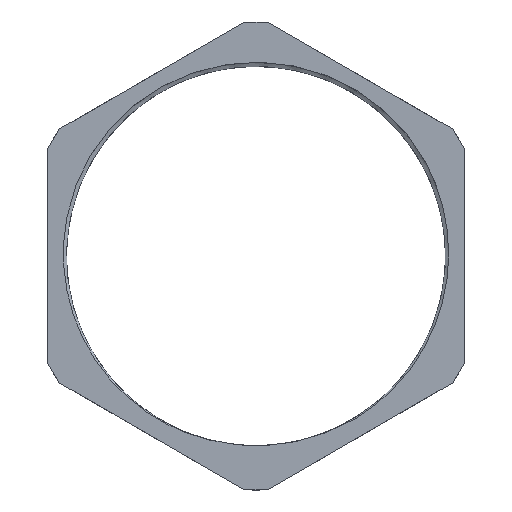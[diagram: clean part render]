
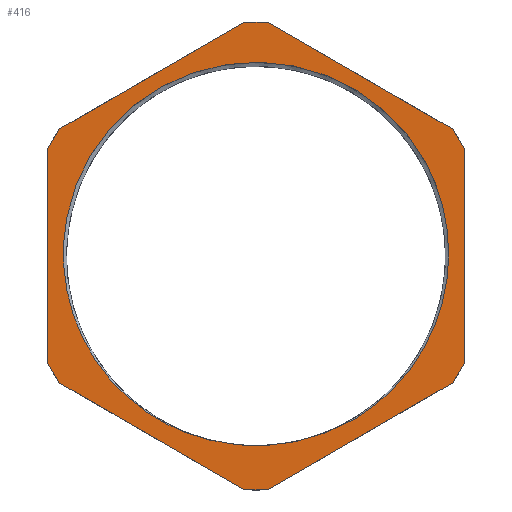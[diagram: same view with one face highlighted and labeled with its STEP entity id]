
A CAD part, top view. The second image highlights one B-rep face of the part: STEP entity #416.
In plain terms, the highlighted planar face has unit normal (0, 0, 1).
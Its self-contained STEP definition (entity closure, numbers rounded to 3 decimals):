
#16=FACE_BOUND('',#164,.T.);
#35=LINE('',#1067,#59);
#38=LINE('',#1081,#62);
#40=LINE('',#1087,#64);
#42=LINE('',#1099,#66);
#44=LINE('',#1105,#68);
#46=LINE('',#1117,#70);
#48=LINE('',#1123,#72);
#50=LINE('',#1136,#74);
#53=LINE('',#1149,#77);
#54=LINE('',#1154,#78);
#57=LINE('',#1167,#81);
#58=LINE('',#1170,#82);
#59=VECTOR('',#479,10.);
#62=VECTOR('',#484,10.);
#64=VECTOR('',#490,10.);
#66=VECTOR('',#494,10.);
#68=VECTOR('',#500,10.);
#70=VECTOR('',#504,10.);
#72=VECTOR('',#510,10.);
#74=VECTOR('',#514,10.);
#77=VECTOR('',#519,10.);
#78=VECTOR('',#524,10.);
#81=VECTOR('',#529,10.);
#82=VECTOR('',#534,10.);
#96=PLANE('',#462);
#98=CIRCLE('',#427,36.46);
#99=CIRCLE('',#429,37.221);
#138=FACE_OUTER_BOUND('',#163,.T.);
#163=EDGE_LOOP('',(#375,#376,#377,#378,#379,#380,#381,#382,#383,#384,#385,
#386));
#164=EDGE_LOOP('',(#387,#388,#389,#390));
#167=B_SPLINE_CURVE_WITH_KNOTS('',3,(#741,#742,#743,#744,#745,#746,#747,
#748,#749,#750,#751,#752,#753,#754,#755,#756,#757,#758,#759),
 .UNSPECIFIED.,.F.,.F.,(4,3,3,3,3,3,4),(-6.889,-5.511,
-4.059,-3.684,-1.846,-0.331,
0.),.UNSPECIFIED.);
#172=B_SPLINE_CURVE_WITH_KNOTS('',3,(#1042,#1043,#1044,#1045,#1046,#1047,
#1048,#1049,#1050,#1051,#1052,#1053,#1054,#1055,#1056,#1057,#1058,#1059,
#1060),.UNSPECIFIED.,.F.,.F.,(4,3,3,3,3,3,4),(-6.886,-5.486,
-4.047,-3.648,-1.818,-0.307,
0.),.UNSPECIFIED.);
#175=VERTEX_POINT('',#711);
#176=VERTEX_POINT('',#740);
#178=VERTEX_POINT('',#791);
#180=VERTEX_POINT('',#965);
#181=VERTEX_POINT('',#1065);
#182=VERTEX_POINT('',#1066);
#186=VERTEX_POINT('',#1080);
#188=VERTEX_POINT('',#1086);
#191=VERTEX_POINT('',#1098);
#193=VERTEX_POINT('',#1104);
#196=VERTEX_POINT('',#1116);
#198=VERTEX_POINT('',#1122);
#201=VERTEX_POINT('',#1134);
#202=VERTEX_POINT('',#1135);
#206=VERTEX_POINT('',#1152);
#207=VERTEX_POINT('',#1153);
#213=EDGE_CURVE('',#175,#176,#167,.T.);
#217=EDGE_CURVE('',#178,#175,#98,.T.);
#220=EDGE_CURVE('',#180,#178,#172,.T.);
#221=EDGE_CURVE('',#180,#176,#99,.T.);
#223=EDGE_CURVE('',#181,#182,#35,.T.);
#228=EDGE_CURVE('',#182,#186,#38,.T.);
#231=EDGE_CURVE('',#186,#188,#40,.T.);
#235=EDGE_CURVE('',#188,#191,#42,.T.);
#238=EDGE_CURVE('',#191,#193,#44,.T.);
#242=EDGE_CURVE('',#193,#196,#46,.T.);
#245=EDGE_CURVE('',#196,#198,#48,.T.);
#249=EDGE_CURVE('',#201,#202,#50,.T.);
#254=EDGE_CURVE('',#202,#181,#53,.T.);
#256=EDGE_CURVE('',#206,#207,#54,.T.);
#261=EDGE_CURVE('',#198,#206,#57,.T.);
#263=EDGE_CURVE('',#207,#201,#58,.T.);
#375=ORIENTED_EDGE('',*,*,#261,.T.);
#376=ORIENTED_EDGE('',*,*,#256,.T.);
#377=ORIENTED_EDGE('',*,*,#263,.T.);
#378=ORIENTED_EDGE('',*,*,#249,.T.);
#379=ORIENTED_EDGE('',*,*,#254,.T.);
#380=ORIENTED_EDGE('',*,*,#223,.T.);
#381=ORIENTED_EDGE('',*,*,#228,.T.);
#382=ORIENTED_EDGE('',*,*,#231,.T.);
#383=ORIENTED_EDGE('',*,*,#235,.T.);
#384=ORIENTED_EDGE('',*,*,#238,.T.);
#385=ORIENTED_EDGE('',*,*,#242,.T.);
#386=ORIENTED_EDGE('',*,*,#245,.T.);
#387=ORIENTED_EDGE('',*,*,#221,.T.);
#388=ORIENTED_EDGE('',*,*,#213,.F.);
#389=ORIENTED_EDGE('',*,*,#217,.F.);
#390=ORIENTED_EDGE('',*,*,#220,.F.);
#416=ADVANCED_FACE('',(#138,#16),#96,.T.);
#427=AXIS2_PLACEMENT_3D('',#820,#469,#470);
#429=AXIS2_PLACEMENT_3D('',#1062,#473,#474);
#462=AXIS2_PLACEMENT_3D('',#1185,#563,#564);
#469=DIRECTION('center_axis',(0.,0.,1.));
#470=DIRECTION('ref_axis',(-1.,0.,0.));
#473=DIRECTION('center_axis',(0.,0.,-1.));
#474=DIRECTION('ref_axis',(-1.,0.,0.));
#479=DIRECTION('',(0.866,0.5,0.));
#484=DIRECTION('',(0.5,0.866,0.));
#490=DIRECTION('',(0.,1.,0.));
#494=DIRECTION('',(-0.5,0.866,0.));
#500=DIRECTION('',(-0.866,0.5,0.));
#504=DIRECTION('',(-1.,0.,0.));
#510=DIRECTION('',(-0.866,-0.5,0.));
#514=DIRECTION('',(0.866,-0.5,0.));
#519=DIRECTION('',(1.,0.,0.));
#524=DIRECTION('',(0.,-1.,0.));
#529=DIRECTION('',(-0.5,-0.866,0.));
#534=DIRECTION('',(0.5,-0.866,0.));
#563=DIRECTION('center_axis',(0.,0.,1.));
#564=DIRECTION('ref_axis',(1.,0.,0.));
#711=CARTESIAN_POINT('',(7.58,-35.663,2.87));
#740=CARTESIAN_POINT('',(32.617,17.931,2.87));
#741=CARTESIAN_POINT('Ctrl Pts',(7.58,-35.663,2.87));
#742=CARTESIAN_POINT('Ctrl Pts',(12.082,-34.754,2.87));
#743=CARTESIAN_POINT('Ctrl Pts',(16.39,-33.007,2.87));
#744=CARTESIAN_POINT('Ctrl Pts',(20.241,-30.514,2.87));
#745=CARTESIAN_POINT('Ctrl Pts',(24.295,-27.889,2.87));
#746=CARTESIAN_POINT('Ctrl Pts',(27.811,-24.453,2.87));
#747=CARTESIAN_POINT('Ctrl Pts',(30.545,-20.48,2.87));
#748=CARTESIAN_POINT('Ctrl Pts',(31.251,-19.454,2.87));
#749=CARTESIAN_POINT('Ctrl Pts',(31.904,-18.393,2.87));
#750=CARTESIAN_POINT('Ctrl Pts',(32.501,-17.302,2.87));
#751=CARTESIAN_POINT('Ctrl Pts',(35.424,-11.955,2.87));
#752=CARTESIAN_POINT('Ctrl Pts',(36.995,-5.85,2.87));
#753=CARTESIAN_POINT('Ctrl Pts',(37.021,0.249,2.87));
#754=CARTESIAN_POINT('Ctrl Pts',(37.042,5.281,2.87));
#755=CARTESIAN_POINT('Ctrl Pts',(36.013,10.322,2.87));
#756=CARTESIAN_POINT('Ctrl Pts',(34.043,14.956,2.87));
#757=CARTESIAN_POINT('Ctrl Pts',(33.613,15.967,2.87));
#758=CARTESIAN_POINT('Ctrl Pts',(33.137,16.96,2.87));
#759=CARTESIAN_POINT('Ctrl Pts',(32.617,17.931,2.87));
#791=CARTESIAN_POINT('',(-9.067,-35.315,2.87));
#820=CARTESIAN_POINT('Origin',(0.,0.,2.87));
#965=CARTESIAN_POINT('',(-31.838,19.281,2.87));
#1042=CARTESIAN_POINT('Ctrl Pts',(-31.837,19.282,2.87));
#1043=CARTESIAN_POINT('Ctrl Pts',(-34.208,15.259,2.87));
#1044=CARTESIAN_POINT('Ctrl Pts',(-35.816,10.815,2.87));
#1045=CARTESIAN_POINT('Ctrl Pts',(-36.547,6.209,2.87));
#1046=CARTESIAN_POINT('Ctrl Pts',(-37.297,1.477,2.87));
#1047=CARTESIAN_POINT('Ctrl Pts',(-37.111,-3.393,2.87));
#1048=CARTESIAN_POINT('Ctrl Pts',(-36.02,-8.052,2.87));
#1049=CARTESIAN_POINT('Ctrl Pts',(-35.718,-9.343,2.87));
#1050=CARTESIAN_POINT('Ctrl Pts',(-35.347,-10.616,2.87));
#1051=CARTESIAN_POINT('Ctrl Pts',(-34.907,-11.864,2.87));
#1052=CARTESIAN_POINT('Ctrl Pts',(-32.891,-17.588,2.87));
#1053=CARTESIAN_POINT('Ctrl Pts',(-29.42,-22.819,2.87));
#1054=CARTESIAN_POINT('Ctrl Pts',(-24.919,-26.896,2.87));
#1055=CARTESIAN_POINT('Ctrl Pts',(-21.2,-30.265,2.87));
#1056=CARTESIAN_POINT('Ctrl Pts',(-16.771,-32.855,2.87));
#1057=CARTESIAN_POINT('Ctrl Pts',(-12.012,-34.459,2.87));
#1058=CARTESIAN_POINT('Ctrl Pts',(-11.045,-34.785,2.87));
#1059=CARTESIAN_POINT('Ctrl Pts',(-10.062,-35.071,2.87));
#1060=CARTESIAN_POINT('Ctrl Pts',(-9.067,-35.315,2.87));
#1062=CARTESIAN_POINT('Origin',(0.,0.,2.87));
#1065=CARTESIAN_POINT('',(2.146,-44.949,2.87));
#1066=CARTESIAN_POINT('',(37.854,-24.333,2.87));
#1067=CARTESIAN_POINT('',(38.662,-23.867,2.87));
#1080=CARTESIAN_POINT('',(40.,-20.616,2.87));
#1081=CARTESIAN_POINT('',(39.463,-21.545,2.87));
#1086=CARTESIAN_POINT('',(40.,20.616,2.87));
#1087=CARTESIAN_POINT('',(40.,-0.933,2.87));
#1098=CARTESIAN_POINT('',(37.854,24.333,2.87));
#1099=CARTESIAN_POINT('',(48.125,6.543,2.87));
#1104=CARTESIAN_POINT('',(2.146,44.949,2.87));
#1105=CARTESIAN_POINT('',(30.543,28.554,2.87));
#1116=CARTESIAN_POINT('',(-2.146,44.949,2.87));
#1117=CARTESIAN_POINT('',(18.397,44.949,2.87));
#1122=CARTESIAN_POINT('',(-37.854,24.333,2.87));
#1123=CARTESIAN_POINT('',(-19.192,35.108,2.87));
#1134=CARTESIAN_POINT('',(-37.854,-24.333,2.87));
#1135=CARTESIAN_POINT('',(-2.146,-44.949,2.87));
#1136=CARTESIAN_POINT('',(8.397,-51.036,2.87));
#1149=CARTESIAN_POINT('',(20.543,-44.949,2.87));
#1152=CARTESIAN_POINT('',(-40.,20.616,2.87));
#1153=CARTESIAN_POINT('',(-40.,-20.616,2.87));
#1154=CARTESIAN_POINT('',(-40.,-21.549,2.87));
#1167=CARTESIAN_POINT('',(-39.463,21.545,2.87));
#1170=CARTESIAN_POINT('',(-28.655,-40.265,2.87));
#1185=CARTESIAN_POINT('Origin',(38.939,-22.482,2.87));
